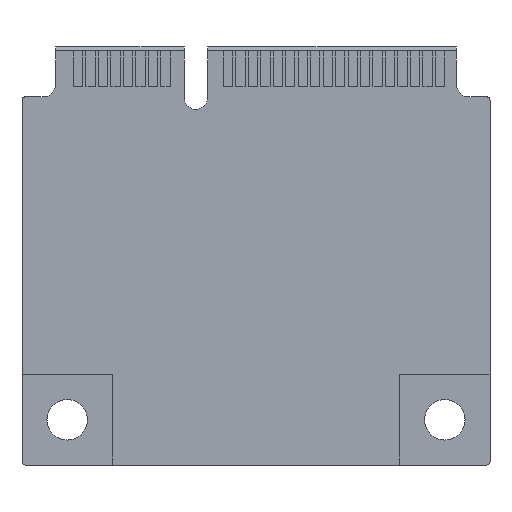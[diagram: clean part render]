
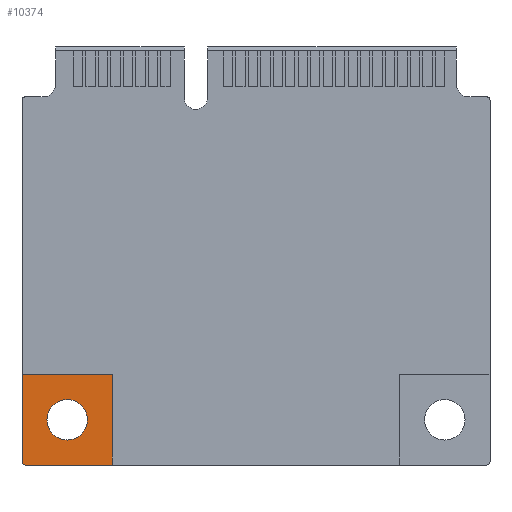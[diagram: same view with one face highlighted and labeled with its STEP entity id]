
A CAD part, front view. The second image highlights one B-rep face of the part: STEP entity #10374.
In plain terms, the highlighted planar face has unit normal (0, -1, 0).
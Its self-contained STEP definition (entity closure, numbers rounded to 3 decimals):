
#23 = DIRECTION ( 'NONE',  ( -1., 0., 0. ) ) ;
#81 = EDGE_CURVE ( 'NONE', #2555, #2564, #7588, .T. ) ;
#311 = CARTESIAN_POINT ( 'NONE',  ( -15., -1., -3.4 ) ) ;
#347 = ORIENTED_EDGE ( 'NONE', *, *, #6619, .F. ) ;
#358 = CARTESIAN_POINT ( 'NONE',  ( -13.4, -1., -23.9 ) ) ;
#534 = ORIENTED_EDGE ( 'NONE', *, *, #1575, .T. ) ;
#741 = DIRECTION ( 'NONE',  ( -1., 0., 0. ) ) ;
#1053 = LINE ( 'NONE', #311, #1292 ) ;
#1077 = LINE ( 'NONE', #1742, #15695 ) ;
#1292 = VECTOR ( 'NONE', #1733, 1000. ) ;
#1324 = CARTESIAN_POINT ( 'NONE',  ( -12.1, -1., -23.9 ) ) ;
#1575 = EDGE_CURVE ( 'NONE', #15625, #4951, #12546, .T. ) ;
#1733 = DIRECTION ( 'NONE',  ( 0., 0., -1. ) ) ;
#1742 = CARTESIAN_POINT ( 'NONE',  ( -14.8, -1., -26.8 ) ) ;
#2053 = PLANE ( 'NONE',  #13482 ) ;
#2423 = CARTESIAN_POINT ( 'NONE',  ( -9.2, -1., -21. ) ) ;
#2555 = VERTEX_POINT ( 'NONE', #15979 ) ;
#2564 = VERTEX_POINT ( 'NONE', #3184 ) ;
#2895 = CARTESIAN_POINT ( 'NONE',  ( -9.2, -1., -26.8 ) ) ;
#3184 = CARTESIAN_POINT ( 'NONE',  ( -14.8, -1., -26.8 ) ) ;
#3698 = CARTESIAN_POINT ( 'NONE',  ( 0., -1., -21. ) ) ;
#3807 = CARTESIAN_POINT ( 'NONE',  ( -10.8, -1., -23.9 ) ) ;
#3967 = DIRECTION ( 'NONE',  ( 0., -1., 0. ) ) ;
#4330 = VERTEX_POINT ( 'NONE', #8919 ) ;
#4464 = ORIENTED_EDGE ( 'NONE', *, *, #7153, .T. ) ;
#4564 = DIRECTION ( 'NONE',  ( 1., 0., 0. ) ) ;
#4951 = VERTEX_POINT ( 'NONE', #2423 ) ;
#5040 = EDGE_CURVE ( 'NONE', #14539, #5893, #8320, .T. ) ;
#5893 = VERTEX_POINT ( 'NONE', #3807 ) ;
#6078 = ORIENTED_EDGE ( 'NONE', *, *, #81, .T. ) ;
#6619 = EDGE_CURVE ( 'NONE', #5893, #14539, #13744, .T. ) ;
#7000 = CARTESIAN_POINT ( 'NONE',  ( -14.8, -1., -26.6 ) ) ;
#7123 = VECTOR ( 'NONE', #741, 1000. ) ;
#7153 = EDGE_CURVE ( 'NONE', #4951, #4330, #13977, .T. ) ;
#7475 = FACE_OUTER_BOUND ( 'NONE', #13441, .T. ) ;
#7588 = CIRCLE ( 'NONE', #12810, 0.2 ) ;
#7605 = AXIS2_PLACEMENT_3D ( 'NONE', #15615, #15800, #13034 ) ;
#7726 = VECTOR ( 'NONE', #16044, 1000. ) ;
#7731 = ORIENTED_EDGE ( 'NONE', *, *, #17688, .T. ) ;
#8320 = CIRCLE ( 'NONE', #13529, 1.3 ) ;
#8788 = ORIENTED_EDGE ( 'NONE', *, *, #5040, .F. ) ;
#8890 = EDGE_CURVE ( 'NONE', #2564, #15625, #1077, .T. ) ;
#8919 = CARTESIAN_POINT ( 'NONE',  ( -15., -1., -21. ) ) ;
#9069 = DIRECTION ( 'NONE',  ( 0., 1., 0. ) ) ;
#9112 = CARTESIAN_POINT ( 'NONE',  ( -9.2, -1., 0. ) ) ;
#10269 = EDGE_LOOP ( 'NONE', ( #347, #8788 ) ) ;
#10374 = ADVANCED_FACE ( 'NONE', ( #7475, #12093 ), #2053, .F. ) ;
#10854 = ORIENTED_EDGE ( 'NONE', *, *, #8890, .T. ) ;
#11915 = DIRECTION ( 'NONE',  ( 1., 0., 0. ) ) ;
#12093 = FACE_BOUND ( 'NONE', #10269, .T. ) ;
#12546 = LINE ( 'NONE', #9112, #7726 ) ;
#12549 = DIRECTION ( 'NONE',  ( 0., -1., 0. ) ) ;
#12810 = AXIS2_PLACEMENT_3D ( 'NONE', #7000, #12549, #23 ) ;
#13034 = DIRECTION ( 'NONE',  ( -1., 0., 0. ) ) ;
#13165 = CARTESIAN_POINT ( 'NONE',  ( 0., -1., 0. ) ) ;
#13441 = EDGE_LOOP ( 'NONE', ( #10854, #534, #4464, #7731, #6078 ) ) ;
#13482 = AXIS2_PLACEMENT_3D ( 'NONE', #13165, #9069, #11915 ) ;
#13529 = AXIS2_PLACEMENT_3D ( 'NONE', #1324, #3967, #13922 ) ;
#13744 = CIRCLE ( 'NONE', #7605, 1.3 ) ;
#13922 = DIRECTION ( 'NONE',  ( -1., 0., 0. ) ) ;
#13977 = LINE ( 'NONE', #3698, #7123 ) ;
#14539 = VERTEX_POINT ( 'NONE', #358 ) ;
#15615 = CARTESIAN_POINT ( 'NONE',  ( -12.1, -1., -23.9 ) ) ;
#15625 = VERTEX_POINT ( 'NONE', #2895 ) ;
#15695 = VECTOR ( 'NONE', #4564, 1000. ) ;
#15800 = DIRECTION ( 'NONE',  ( 0., -1., 0. ) ) ;
#15979 = CARTESIAN_POINT ( 'NONE',  ( -15., -1., -26.6 ) ) ;
#16044 = DIRECTION ( 'NONE',  ( 0., 0., 1. ) ) ;
#17688 = EDGE_CURVE ( 'NONE', #4330, #2555, #1053, .T. ) ;
